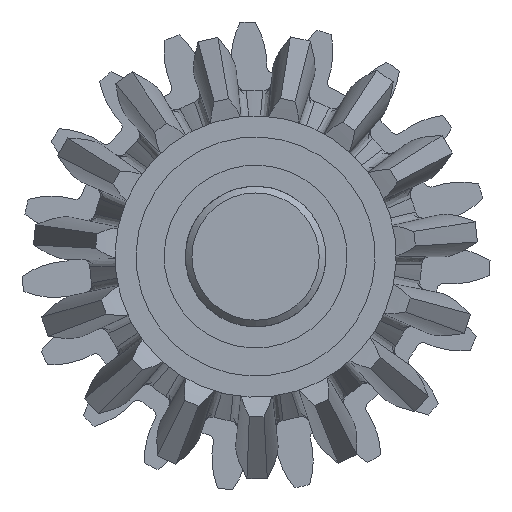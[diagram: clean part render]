
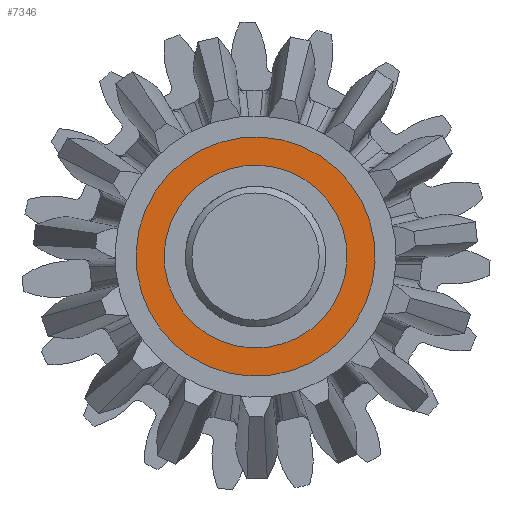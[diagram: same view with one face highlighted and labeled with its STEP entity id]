
A CAD part, front view. The second image highlights one B-rep face of the part: STEP entity #7346.
In plain terms, the highlighted planar face has unit normal (0, -1, 0).
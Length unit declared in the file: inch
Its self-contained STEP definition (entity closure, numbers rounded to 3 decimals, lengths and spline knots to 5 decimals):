
#94=FACE_BOUND('',#1108,.T.);
#147=PLANE('',#7843);
#716=FACE_OUTER_BOUND('',#1107,.T.);
#1107=EDGE_LOOP('',(#5155));
#1108=EDGE_LOOP('',(#5156));
#1843=CIRCLE('',#7838,0.26772);
#1844=CIRCLE('',#7840,0.20472);
#3161=VERTEX_POINT('',#12118);
#3162=VERTEX_POINT('',#12122);
#3955=EDGE_CURVE('',#3161,#3161,#1843,.T.);
#3956=EDGE_CURVE('',#3162,#3162,#1844,.T.);
#5155=ORIENTED_EDGE('',*,*,#3955,.F.);
#5156=ORIENTED_EDGE('',*,*,#3956,.T.);
#7346=ADVANCED_FACE('',(#716,#94),#147,.F.);
#7838=AXIS2_PLACEMENT_3D('',#12120,#8746,#8747);
#7840=AXIS2_PLACEMENT_3D('',#12123,#8750,#8751);
#7843=AXIS2_PLACEMENT_3D('',#12128,#8757,#8758);
#8746=DIRECTION('center_axis',(0.,1.,0.));
#8747=DIRECTION('ref_axis',(-0.678,0.,-0.735));
#8750=DIRECTION('center_axis',(0.,1.,0.));
#8751=DIRECTION('ref_axis',(-0.678,0.,-0.735));
#8757=DIRECTION('center_axis',(0.,1.,0.));
#8758=DIRECTION('ref_axis',(-0.678,0.,-0.735));
#12118=CARTESIAN_POINT('',(0.1815,0.01227,0.1968));
#12120=CARTESIAN_POINT('Origin',(0.,0.01227,
0.));
#12122=CARTESIAN_POINT('',(0.13879,0.01227,0.1505));
#12123=CARTESIAN_POINT('Origin',(0.,0.01227,
0.));
#12128=CARTESIAN_POINT('Origin',(-0.1968,0.01227,
0.1815));
